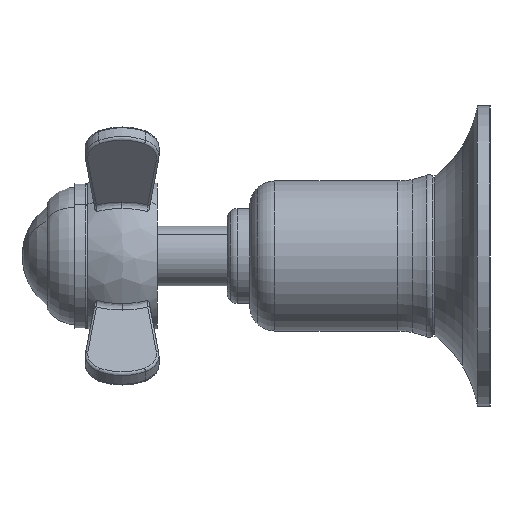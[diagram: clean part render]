
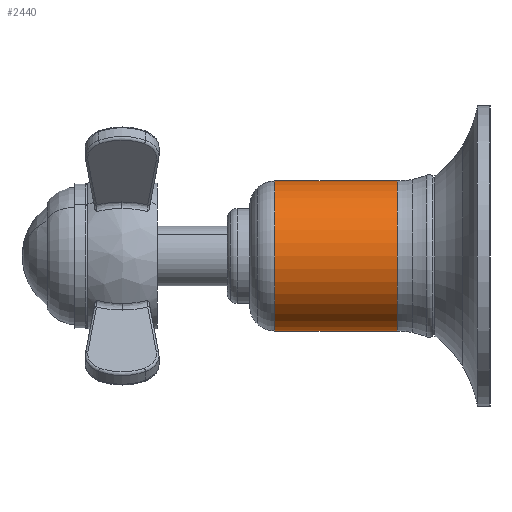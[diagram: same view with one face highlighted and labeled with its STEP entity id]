
A CAD part, left-side view. The second image highlights one B-rep face of the part: STEP entity #2440.
In plain terms, the highlighted cylindrical face has radius 15 mm (diameter 30 mm), a partial arc.
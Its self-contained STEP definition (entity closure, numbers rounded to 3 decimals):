
#1867=DIRECTION('',(0.,1.,0.));
#1868=VECTOR('',#1867,24.5);
#1869=CARTESIAN_POINT('',(-121.351,-33.257,15.));
#1870=LINE('',#1869,#1868);
#1871=DIRECTION('',(0.,1.,0.));
#1872=VECTOR('',#1871,24.5);
#1873=CARTESIAN_POINT('',(-121.351,-33.257,-15.));
#1874=LINE('',#1873,#1872);
#1875=CARTESIAN_POINT('',(-121.351,-33.257,
0.));
#1876=DIRECTION('',(0.,1.,0.));
#1877=DIRECTION('',(0.,0.,-1.));
#1878=AXIS2_PLACEMENT_3D('',#1875,#1876,#1877);
#1885=CARTESIAN_POINT('',(-121.351,-8.757,
0.));
#1886=DIRECTION('',(0.,-1.,0.));
#1887=DIRECTION('',(0.,0.,1.));
#1888=AXIS2_PLACEMENT_3D('',#1885,#1886,#1887);
#2103=CARTESIAN_POINT('',(-121.351,-33.257,15.));
#2104=CARTESIAN_POINT('',(-121.351,-33.257,-15.));
#2105=VERTEX_POINT('',#2103);
#2106=VERTEX_POINT('',#2104);
#2107=CARTESIAN_POINT('',(-121.351,-8.757,15.));
#2108=VERTEX_POINT('',#2107);
#2109=CARTESIAN_POINT('',(-121.351,-8.757,-15.));
#2110=VERTEX_POINT('',#2109);
#2427=CARTESIAN_POINT('',(-121.351,-54.727,
0.));
#2428=DIRECTION('',(0.,-1.,0.));
#2429=DIRECTION('',(0.,0.,-1.));
#2430=AXIS2_PLACEMENT_3D('',#2427,#2428,#2429);
#2431=CYLINDRICAL_SURFACE('',#2430,15.);
#2433=ORIENTED_EDGE('',*,*,#2432,.F.);
#2434=ORIENTED_EDGE('',*,*,#2422,.T.);
#2436=ORIENTED_EDGE('',*,*,#2435,.F.);
#2437=ORIENTED_EDGE('',*,*,#2418,.F.);
#2438=EDGE_LOOP('',(#2433,#2434,#2436,#2437));
#2439=FACE_OUTER_BOUND('',#2438,.F.);
#2440=ADVANCED_FACE('',(#2439),#2431,.T.);
#1879=CIRCLE('',#1878,15.);
#1889=CIRCLE('',#1888,15.);
#2418=EDGE_CURVE('',#2105,#2108,#1870,.T.);
#2422=EDGE_CURVE('',#2106,#2110,#1874,.T.);
#2432=EDGE_CURVE('',#2106,#2105,#1879,.T.);
#2435=EDGE_CURVE('',#2108,#2110,#1889,.T.);
